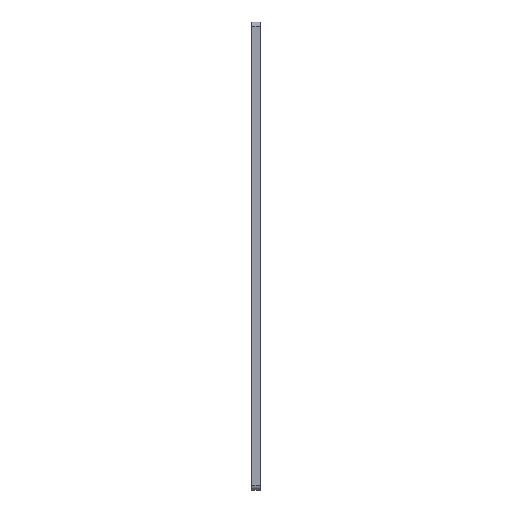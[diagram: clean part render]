
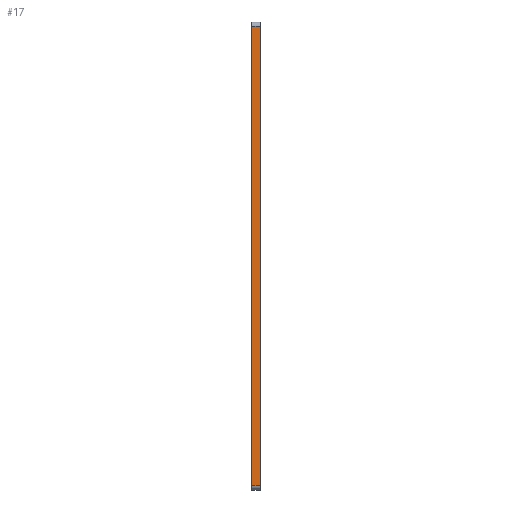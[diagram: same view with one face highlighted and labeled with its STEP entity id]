
A CAD part, left-side view. The second image highlights one B-rep face of the part: STEP entity #17.
In plain terms, the highlighted planar face has unit normal (-1, 0, 0).
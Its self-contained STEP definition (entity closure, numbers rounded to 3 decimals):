
#17 = ADVANCED_FACE ( 'NONE', ( #591 ), #447, .F. ) ;
#29 = CARTESIAN_POINT ( 'NONE',  ( -55., 2., 54. ) ) ;
#81 = LINE ( 'NONE', #29, #440 ) ;
#101 = VECTOR ( 'NONE', #762, 1000. ) ;
#105 = ORIENTED_EDGE ( 'NONE', *, *, #667, .T. ) ;
#158 = ORIENTED_EDGE ( 'NONE', *, *, #244, .T. ) ;
#178 = CARTESIAN_POINT ( 'NONE',  ( -55., 2., -55. ) ) ;
#192 = CARTESIAN_POINT ( 'NONE',  ( -55., 2., -54. ) ) ;
#198 = ORIENTED_EDGE ( 'NONE', *, *, #819, .F. ) ;
#218 = CARTESIAN_POINT ( 'NONE',  ( -55., 0., -55. ) ) ;
#233 = DIRECTION ( 'NONE',  ( 0., 0., -1. ) ) ;
#244 = EDGE_CURVE ( 'NONE', #843, #332, #711, .T. ) ;
#252 = DIRECTION ( 'NONE',  ( 0., -1., 0. ) ) ;
#275 = VECTOR ( 'NONE', #429, 1000. ) ;
#332 = VERTEX_POINT ( 'NONE', #921 ) ;
#389 = CARTESIAN_POINT ( 'NONE',  ( -55., 2., -54. ) ) ;
#429 = DIRECTION ( 'NONE',  ( 0., 0., 1. ) ) ;
#434 = VERTEX_POINT ( 'NONE', #665 ) ;
#440 = VECTOR ( 'NONE', #594, 1000. ) ;
#447 = PLANE ( 'NONE',  #521 ) ;
#521 = AXIS2_PLACEMENT_3D ( 'NONE', #835, #609, #233 ) ;
#591 = FACE_OUTER_BOUND ( 'NONE', #730, .T. ) ;
#594 = DIRECTION ( 'NONE',  ( 0., 1., 0. ) ) ;
#602 = EDGE_CURVE ( 'NONE', #332, #434, #645, .T. ) ;
#609 = DIRECTION ( 'NONE',  ( 1., 0., 0. ) ) ;
#624 = LINE ( 'NONE', #178, #101 ) ;
#645 = LINE ( 'NONE', #218, #275 ) ;
#665 = CARTESIAN_POINT ( 'NONE',  ( -55., 0., 54. ) ) ;
#667 = EDGE_CURVE ( 'NONE', #434, #911, #81, .T. ) ;
#711 = LINE ( 'NONE', #389, #953 ) ;
#730 = EDGE_LOOP ( 'NONE', ( #794, #105, #198, #158 ) ) ;
#762 = DIRECTION ( 'NONE',  ( 0., 0., 1. ) ) ;
#794 = ORIENTED_EDGE ( 'NONE', *, *, #602, .T. ) ;
#819 = EDGE_CURVE ( 'NONE', #843, #911, #624, .T. ) ;
#835 = CARTESIAN_POINT ( 'NONE',  ( -55., 2., -55. ) ) ;
#843 = VERTEX_POINT ( 'NONE', #192 ) ;
#861 = CARTESIAN_POINT ( 'NONE',  ( -55., 2., 54. ) ) ;
#911 = VERTEX_POINT ( 'NONE', #861 ) ;
#921 = CARTESIAN_POINT ( 'NONE',  ( -55., 0., -54. ) ) ;
#953 = VECTOR ( 'NONE', #252, 1000. ) ;
